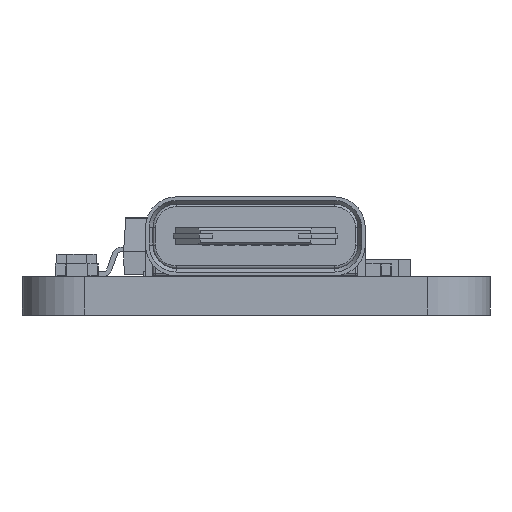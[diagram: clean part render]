
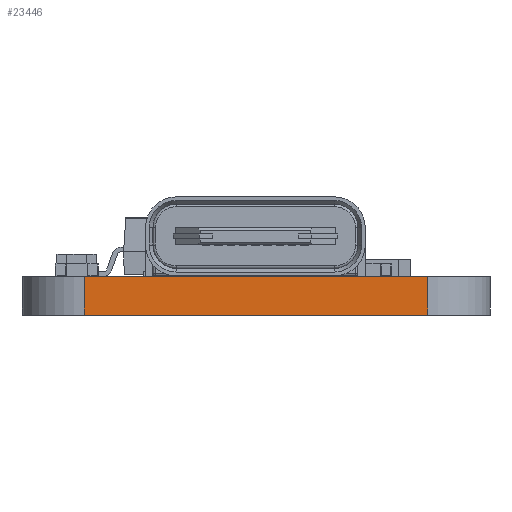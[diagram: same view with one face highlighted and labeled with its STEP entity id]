
A CAD part, left-side view. The second image highlights one B-rep face of the part: STEP entity #23446.
In plain terms, the highlighted planar face has unit normal (-1, 0, 0).
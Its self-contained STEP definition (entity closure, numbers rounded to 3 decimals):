
#749=PLANE('',#25023);
#1819=FACE_OUTER_BOUND('',#3113,.T.);
#3113=EDGE_LOOP('',(#16673,#16674,#16675,#16676));
#4566=LINE('',#33624,#7475);
#4588=LINE('',#33681,#7497);
#4589=LINE('',#33683,#7498);
#4590=LINE('',#33684,#7499);
#7475=VECTOR('',#27118,10.);
#7497=VECTOR('',#27172,10.);
#7498=VECTOR('',#27175,10.);
#7499=VECTOR('',#27176,10.);
#10881=VERTEX_POINT('',#33621);
#10882=VERTEX_POINT('',#33623);
#10900=VERTEX_POINT('',#33677);
#10901=VERTEX_POINT('',#33679);
#13165=EDGE_CURVE('',#10881,#10882,#4566,.T.);
#13194=EDGE_CURVE('',#10900,#10901,#4588,.T.);
#13195=EDGE_CURVE('',#10881,#10900,#4589,.T.);
#13196=EDGE_CURVE('',#10882,#10901,#4590,.T.);
#16673=ORIENTED_EDGE('',*,*,#13195,.T.);
#16674=ORIENTED_EDGE('',*,*,#13194,.T.);
#16675=ORIENTED_EDGE('',*,*,#13196,.F.);
#16676=ORIENTED_EDGE('',*,*,#13165,.F.);
#23446=ADVANCED_FACE('',(#1819),#749,.T.);
#25023=AXIS2_PLACEMENT_3D('',#33682,#27173,#27174);
#27118=DIRECTION('',(0.,0.,1.));
#27172=DIRECTION('',(0.,0.,1.));
#27173=DIRECTION('center_axis',(-1.,0.,0.));
#27174=DIRECTION('ref_axis',(0.,-1.,0.));
#27175=DIRECTION('',(0.,-1.,0.));
#27176=DIRECTION('',(0.,-1.,0.));
#33621=CARTESIAN_POINT('',(0.,6.985,0.));
#33623=CARTESIAN_POINT('',(0.,6.985,1.57));
#33624=CARTESIAN_POINT('',(0.,6.985,0.));
#33677=CARTESIAN_POINT('',(0.,-6.985,0.));
#33679=CARTESIAN_POINT('',(0.,-6.985,1.57));
#33681=CARTESIAN_POINT('',(0.,-6.985,0.));
#33682=CARTESIAN_POINT('Origin',(0.,6.985,0.));
#33683=CARTESIAN_POINT('',(0.,6.985,0.));
#33684=CARTESIAN_POINT('',(0.,6.985,1.57));
